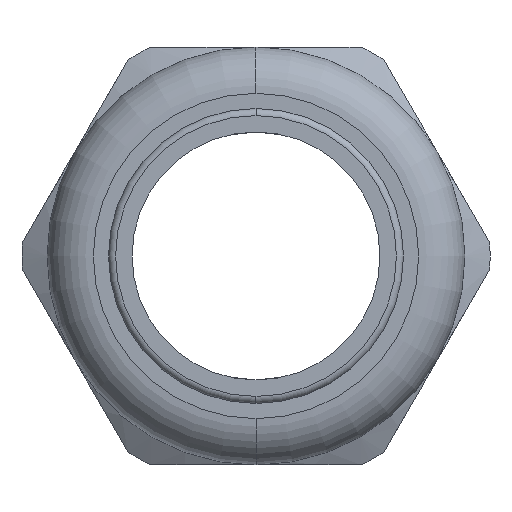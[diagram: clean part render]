
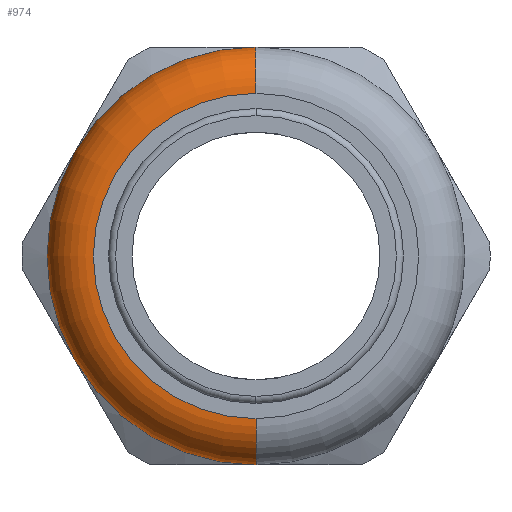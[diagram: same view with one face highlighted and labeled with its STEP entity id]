
A CAD part, left-side view. The second image highlights one B-rep face of the part: STEP entity #974.
In plain terms, the highlighted toroidal (fillet/blend) face has major radius 5.832 mm and minor radius 1.661 mm.
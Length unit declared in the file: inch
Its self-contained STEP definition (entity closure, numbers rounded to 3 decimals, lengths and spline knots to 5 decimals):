
#929 = ORIENTED_EDGE ( 'NONE', *, *, #981, .T. ) ;
#930 = VERTEX_POINT ( 'NONE', #2530 ) ;
#964 = EDGE_CURVE ( 'NONE', #973, #988, #2538, .T. ) ;
#967 = EDGE_LOOP ( 'NONE', ( #970, #929, #991, #989 ) ) ;
#970 = ORIENTED_EDGE ( 'NONE', *, *, #964, .F. ) ;
#973 = VERTEX_POINT ( 'NONE', #2586 ) ;
#974 = ADVANCED_FACE ( 'NONE', ( #2585 ), #2582, .T. ) ;
#980 = VERTEX_POINT ( 'NONE', #2574 ) ;
#981 = EDGE_CURVE ( 'NONE', #973, #930, #2573, .T. ) ;
#984 = EDGE_CURVE ( 'NONE', #980, #930, #2625, .T. ) ;
#987 = EDGE_CURVE ( 'NONE', #988, #980, #2620, .T. ) ;
#988 = VERTEX_POINT ( 'NONE', #2615 ) ;
#989 = ORIENTED_EDGE ( 'NONE', *, *, #987, .F. ) ;
#991 = ORIENTED_EDGE ( 'NONE', *, *, #984, .F. ) ;
#2530 = CARTESIAN_POINT ( 'NONE',  ( -0.7646, 0., 0.295 ) ) ;
#2534 = DIRECTION ( 'NONE',  ( 0., 0., -1. ) ) ;
#2535 = DIRECTION ( 'NONE',  ( -1., 0., 0. ) ) ;
#2536 = CARTESIAN_POINT ( 'NONE',  ( -0.83, 0., 0. ) ) ;
#2537 = AXIS2_PLACEMENT_3D ( 'NONE', #2536, #2535, #2534 ) ;
#2538 = CIRCLE ( 'NONE', #2537, 0.2296 ) ;
#2569 = DIRECTION ( 'NONE',  ( 0., 0., 1. ) ) ;
#2570 = DIRECTION ( 'NONE',  ( 0., 1., 0. ) ) ;
#2571 = CARTESIAN_POINT ( 'NONE',  ( -0.7646, 0., 0.2296 ) ) ;
#2572 = AXIS2_PLACEMENT_3D ( 'NONE', #2571, #2570, #2569 ) ;
#2573 = CIRCLE ( 'NONE', #2572, 0.0654 ) ;
#2574 = CARTESIAN_POINT ( 'NONE',  ( -0.7646, 0., -0.295 ) ) ;
#2579 = DIRECTION ( 'NONE',  ( 0., 0., -1. ) ) ;
#2580 = DIRECTION ( 'NONE',  ( 1., 0., 0. ) ) ;
#2581 = AXIS2_PLACEMENT_3D ( 'NONE', #2584, #2580, #2579 ) ;
#2582 = TOROIDAL_SURFACE ( 'NONE', #2581, 0.2296, 0.0654 ) ;
#2584 = CARTESIAN_POINT ( 'NONE',  ( -0.7646, 0., 0. ) ) ;
#2585 = FACE_OUTER_BOUND ( 'NONE', #967, .T. ) ;
#2586 = CARTESIAN_POINT ( 'NONE',  ( -0.83, 0., 0.2296 ) ) ;
#2615 = CARTESIAN_POINT ( 'NONE',  ( -0.83, 0., -0.2296 ) ) ;
#2616 = DIRECTION ( 'NONE',  ( 0., 0., -1. ) ) ;
#2617 = DIRECTION ( 'NONE',  ( 0., -1., 0. ) ) ;
#2618 = CARTESIAN_POINT ( 'NONE',  ( -0.7646, 0., -0.2296 ) ) ;
#2619 = AXIS2_PLACEMENT_3D ( 'NONE', #2618, #2617, #2616 ) ;
#2620 = CIRCLE ( 'NONE', #2619, 0.0654 ) ;
#2621 = DIRECTION ( 'NONE',  ( 0., 0., -1. ) ) ;
#2622 = DIRECTION ( 'NONE',  ( 1., 0., 0. ) ) ;
#2623 = CARTESIAN_POINT ( 'NONE',  ( -0.7646, 0., 0. ) ) ;
#2624 = AXIS2_PLACEMENT_3D ( 'NONE', #2623, #2622, #2621 ) ;
#2625 = CIRCLE ( 'NONE', #2624, 0.295 ) ;
